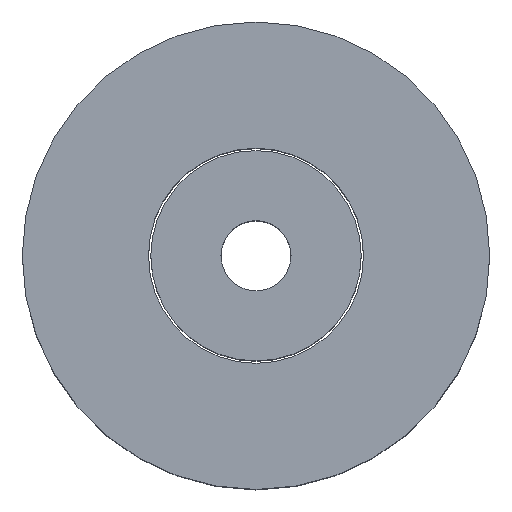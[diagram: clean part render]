
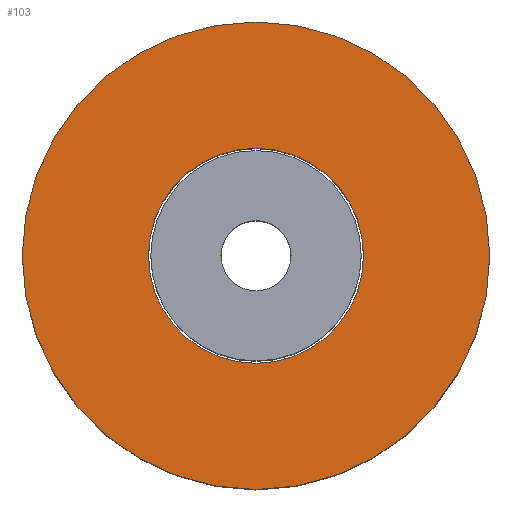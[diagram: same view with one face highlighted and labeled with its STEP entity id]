
A CAD part, top view. The second image highlights one B-rep face of the part: STEP entity #103.
In plain terms, the highlighted planar face has unit normal (0, 0, 1).
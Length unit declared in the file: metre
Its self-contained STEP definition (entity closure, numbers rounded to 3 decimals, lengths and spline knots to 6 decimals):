
#14=PLANE('',#184);
#22=ORIENTED_EDGE('',*,*,#34,.F.);
#23=ORIENTED_EDGE('',*,*,#36,.T.);
#34=EDGE_CURVE('',#42,#42,#50,.T.);
#36=EDGE_CURVE('',#44,#44,#52,.T.);
#42=VERTEX_POINT('',#234);
#44=VERTEX_POINT('',#239);
#50=CIRCLE('',#179,0.0046);
#52=CIRCLE('',#182,0.01);
#62=EDGE_LOOP('',(#22));
#63=EDGE_LOOP('',(#23));
#78=FACE_BOUND('',#62,.T.);
#79=FACE_BOUND('',#63,.T.);
#103=ADVANCED_FACE('',(#78,#79),#14,.T.);
#179=AXIS2_PLACEMENT_3D('',#233,#199,#200);
#182=AXIS2_PLACEMENT_3D('',#238,#205,#206);
#184=AXIS2_PLACEMENT_3D('',#242,#209,#210);
#199=DIRECTION('',(0.,0.,1.));
#200=DIRECTION('',(1.,0.,0.));
#205=DIRECTION('',(0.,0.,1.));
#206=DIRECTION('',(1.,0.,0.));
#209=DIRECTION('',(0.,0.,1.));
#210=DIRECTION('',(1.,0.,0.));
#233=CARTESIAN_POINT('',(0.,0.,0.01195));
#234=CARTESIAN_POINT('',(0.0046,0.,0.01195));
#238=CARTESIAN_POINT('',(0.,0.,0.01195));
#239=CARTESIAN_POINT('',(0.01,0.,0.01195));
#242=CARTESIAN_POINT('',(0.,0.,0.01195));
